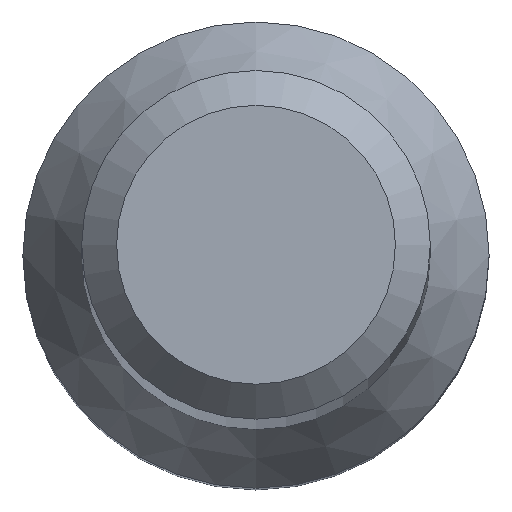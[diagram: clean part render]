
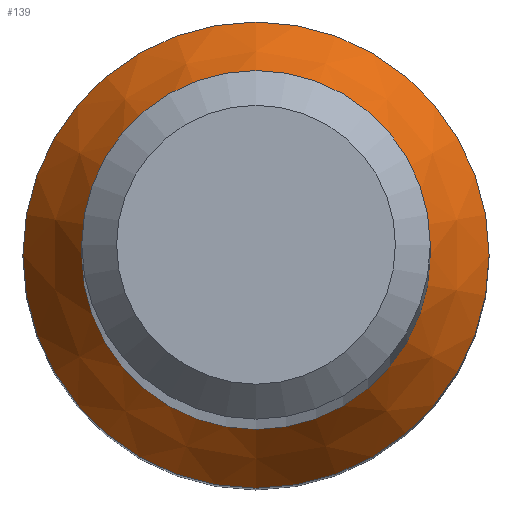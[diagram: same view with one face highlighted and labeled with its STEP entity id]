
A CAD part, top view. The second image highlights one B-rep face of the part: STEP entity #139.
In plain terms, the highlighted conical face has half-angle 30 degrees and reference radius 2.675 mm.
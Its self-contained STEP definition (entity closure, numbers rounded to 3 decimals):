
#7 = VERTEX_POINT ( 'NONE', #117 ) ;
#8 = EDGE_CURVE ( 'NONE', #7, #7, #200, .T. ) ;
#15 = CARTESIAN_POINT ( 'NONE',  ( 0., 2., 13.169 ) ) ;
#18 = ORIENTED_EDGE ( 'NONE', *, *, #145, .T. ) ;
#24 = CIRCLE ( 'NONE', #151, 2. ) ;
#63 = CARTESIAN_POINT ( 'NONE',  ( 0., 0., 13.169 ) ) ;
#73 = AXIS2_PLACEMENT_3D ( 'NONE', #164, #75, #231 ) ;
#75 = DIRECTION ( 'NONE',  ( 0., 0., -1. ) ) ;
#77 = DIRECTION ( 'NONE',  ( 0., 1., 0. ) ) ;
#87 = ORIENTED_EDGE ( 'NONE', *, *, #8, .F. ) ;
#95 = CARTESIAN_POINT ( 'NONE',  ( 0., 0., 12. ) ) ;
#117 = CARTESIAN_POINT ( 'NONE',  ( 0., 2.675, 12. ) ) ;
#126 = DIRECTION ( 'NONE',  ( 0., 0., -1. ) ) ;
#135 = VERTEX_POINT ( 'NONE', #15 ) ;
#139 = ADVANCED_FACE ( 'NONE', ( #186, #150 ), #211, .T. ) ;
#145 = EDGE_CURVE ( 'NONE', #135, #135, #24, .T. ) ;
#147 = AXIS2_PLACEMENT_3D ( 'NONE', #95, #126, #189 ) ;
#150 = FACE_OUTER_BOUND ( 'NONE', #238, .T. ) ;
#151 = AXIS2_PLACEMENT_3D ( 'NONE', #63, #172, #77 ) ;
#164 = CARTESIAN_POINT ( 'NONE',  ( 0., 0., 12. ) ) ;
#172 = DIRECTION ( 'NONE',  ( 0., 0., -1. ) ) ;
#186 = FACE_BOUND ( 'NONE', #240, .T. ) ;
#189 = DIRECTION ( 'NONE',  ( 0., 1., 0. ) ) ;
#200 = CIRCLE ( 'NONE', #73, 2.675 ) ;
#211 = CONICAL_SURFACE ( 'NONE', #147, 2.675, 0.524 ) ;
#231 = DIRECTION ( 'NONE',  ( 0., 1., 0. ) ) ;
#238 = EDGE_LOOP ( 'NONE', ( #87 ) ) ;
#240 = EDGE_LOOP ( 'NONE', ( #18 ) ) ;
